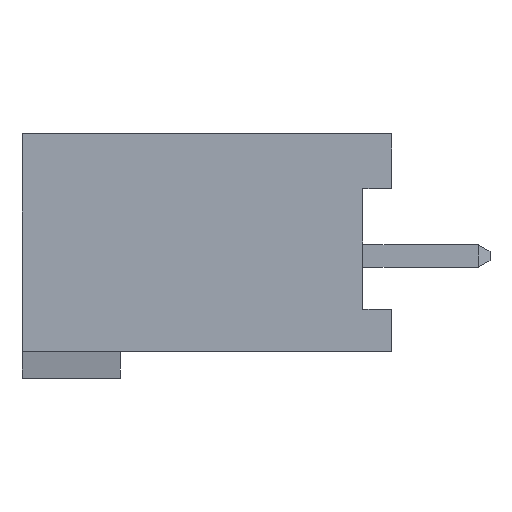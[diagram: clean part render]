
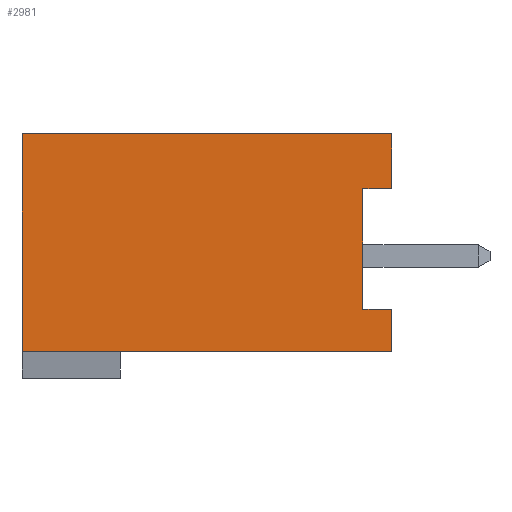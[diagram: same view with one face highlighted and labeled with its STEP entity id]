
A CAD part, left-side view. The second image highlights one B-rep face of the part: STEP entity #2981.
In plain terms, the highlighted planar face has unit normal (-1, 0, 0).
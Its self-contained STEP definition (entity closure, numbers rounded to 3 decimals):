
#749=DIRECTION('',(0.,-1.,0.));
#750=VECTOR('',#749,10.9);
#751=CARTESIAN_POINT('',(-8.025,5.45,-2.815));
#752=LINE('',#751,#750);
#753=DIRECTION('',(0.,0.,1.));
#754=VECTOR('',#753,6.42);
#755=CARTESIAN_POINT('',(-8.025,5.45,-2.815));
#756=LINE('',#755,#754);
#757=DIRECTION('',(0.,1.,0.));
#758=VECTOR('',#757,0.85);
#759=CARTESIAN_POINT('',(-8.025,-5.45,1.985));
#760=LINE('',#759,#758);
#761=DIRECTION('',(0.,0.,1.));
#762=VECTOR('',#761,3.56);
#763=CARTESIAN_POINT('',(-8.025,-4.6,-1.575));
#764=LINE('',#763,#762);
#765=DIRECTION('',(0.,1.,0.));
#766=VECTOR('',#765,0.85);
#767=CARTESIAN_POINT('',(-8.025,-5.45,-1.575));
#768=LINE('',#767,#766);
#773=DIRECTION('',(0.,-1.,0.));
#774=VECTOR('',#773,10.9);
#775=CARTESIAN_POINT('',(-8.025,5.45,3.605));
#776=LINE('',#775,#774);
#797=DIRECTION('',(0.,0.,1.));
#798=VECTOR('',#797,1.62);
#799=CARTESIAN_POINT('',(-8.025,-5.45,1.985));
#800=LINE('',#799,#798);
#817=DIRECTION('',(0.,0.,1.));
#818=VECTOR('',#817,1.24);
#819=CARTESIAN_POINT('',(-8.025,-5.45,-2.815));
#820=LINE('',#819,#818);
#1481=CARTESIAN_POINT('',(-8.025,5.45,3.605));
#1482=CARTESIAN_POINT('',(-8.025,-5.45,3.605));
#1483=VERTEX_POINT('',#1481);
#1484=VERTEX_POINT('',#1482);
#1501=CARTESIAN_POINT('',(-8.025,-5.45,-1.575));
#1502=CARTESIAN_POINT('',(-8.025,-4.6,-1.575));
#1503=VERTEX_POINT('',#1501);
#1504=VERTEX_POINT('',#1502);
#1505=CARTESIAN_POINT('',(-8.025,-4.6,1.985));
#1506=VERTEX_POINT('',#1505);
#1507=CARTESIAN_POINT('',(-8.025,-5.45,1.985));
#1508=VERTEX_POINT('',#1507);
#1591=CARTESIAN_POINT('',(-8.025,5.45,-2.815));
#1592=CARTESIAN_POINT('',(-8.025,-5.45,-2.815));
#1593=VERTEX_POINT('',#1591);
#1594=VERTEX_POINT('',#1592);
#2962=CARTESIAN_POINT('',(-8.025,5.45,-3.605));
#2963=DIRECTION('',(-1.,0.,0.));
#2964=DIRECTION('',(0.,-1.,0.));
#2965=AXIS2_PLACEMENT_3D('',#2962,#2963,#2964);
#2966=PLANE('',#2965);
#2967=ORIENTED_EDGE('',*,*,#2155,.F.);
#2968=ORIENTED_EDGE('',*,*,#2035,.T.);
#2970=ORIENTED_EDGE('',*,*,#2969,.T.);
#2972=ORIENTED_EDGE('',*,*,#2971,.F.);
#2973=ORIENTED_EDGE('',*,*,#2941,.T.);
#2974=ORIENTED_EDGE('',*,*,#2632,.F.);
#2976=ORIENTED_EDGE('',*,*,#2975,.F.);
#2978=ORIENTED_EDGE('',*,*,#2977,.F.);
#2979=EDGE_LOOP('',(#2967,#2968,#2970,#2972,#2973,#2974,#2976,#2978));
#2980=FACE_OUTER_BOUND('',#2979,.F.);
#2981=ADVANCED_FACE('',(#2980),#2966,.T.);
#2035=EDGE_CURVE('',#1593,#1483,#756,.T.);
#2155=EDGE_CURVE('',#1593,#1594,#752,.T.);
#2632=EDGE_CURVE('',#1504,#1506,#764,.T.);
#2941=EDGE_CURVE('',#1508,#1506,#760,.T.);
#2969=EDGE_CURVE('',#1483,#1484,#776,.T.);
#2971=EDGE_CURVE('',#1508,#1484,#800,.T.);
#2975=EDGE_CURVE('',#1503,#1504,#768,.T.);
#2977=EDGE_CURVE('',#1594,#1503,#820,.T.);
